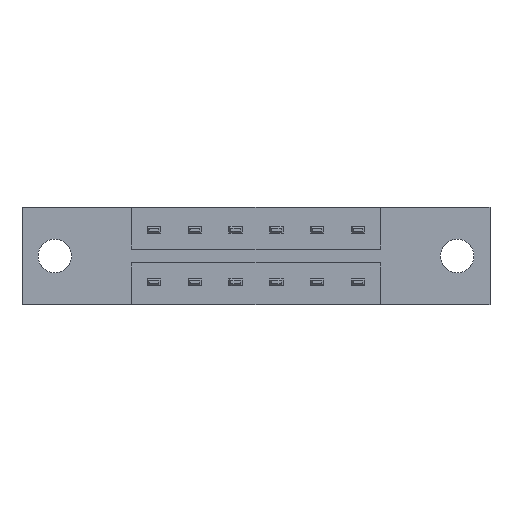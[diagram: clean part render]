
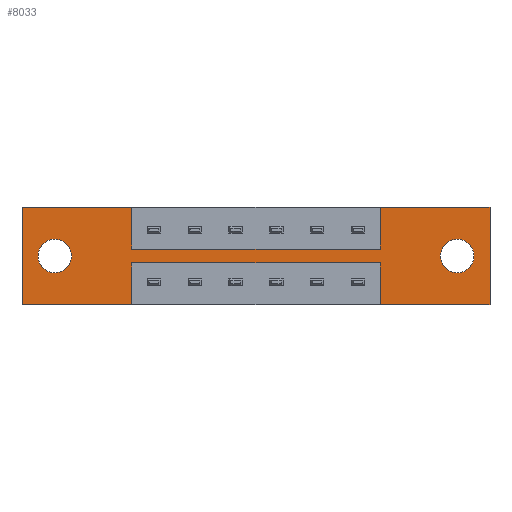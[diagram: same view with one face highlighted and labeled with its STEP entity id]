
A CAD part, front view. The second image highlights one B-rep face of the part: STEP entity #8033.
In plain terms, the highlighted planar face has unit normal (0, -1, 0).
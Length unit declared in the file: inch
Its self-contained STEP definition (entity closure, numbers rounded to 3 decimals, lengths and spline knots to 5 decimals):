
#52 = AXIS2_PLACEMENT_3D ( 'NONE', #5208, #6475, #3381 ) ;
#177 = EDGE_CURVE ( 'NONE', #2100, #2689, #793, .T. ) ;
#291 = VERTEX_POINT ( 'NONE', #3680 ) ;
#347 = VECTOR ( 'NONE', #3579, 39.37008 ) ;
#447 = ORIENTED_EDGE ( 'NONE', *, *, #608, .T. ) ;
#582 = DIRECTION ( 'NONE',  ( 0., 1., 0. ) ) ;
#608 = EDGE_CURVE ( 'NONE', #3644, #5563, #1715, .T. ) ;
#628 = VERTEX_POINT ( 'NONE', #8109 ) ;
#634 = EDGE_CURVE ( 'NONE', #4152, #291, #1096, .T. ) ;
#793 = LINE ( 'NONE', #3521, #2890 ) ;
#814 = CARTESIAN_POINT ( 'NONE',  ( 0.125, 0., -0.185 ) ) ;
#991 = CARTESIAN_POINT ( 'NONE',  ( 0., 0., -0.37 ) ) ;
#993 = EDGE_LOOP ( 'NONE', ( #4529, #7522 ) ) ;
#1043 = VERTEX_POINT ( 'NONE', #3870 ) ;
#1080 = CARTESIAN_POINT ( 'NONE',  ( 0., 0., 0. ) ) ;
#1093 = CARTESIAN_POINT ( 'NONE',  ( 1.3665, 0., -0.2115 ) ) ;
#1096 = LINE ( 'NONE', #4154, #1573 ) ;
#1171 = VERTEX_POINT ( 'NONE', #1759 ) ;
#1218 = CARTESIAN_POINT ( 'NONE',  ( 0., 0., 0. ) ) ;
#1336 = VECTOR ( 'NONE', #4965, 39.37008 ) ;
#1532 = FACE_BOUND ( 'NONE', #6421, .T. ) ;
#1573 = VECTOR ( 'NONE', #3004, 39.37008 ) ;
#1639 = VECTOR ( 'NONE', #7369, 39.37008 ) ;
#1695 = CIRCLE ( 'NONE', #52, 0.064 ) ;
#1715 = CIRCLE ( 'NONE', #1977, 0.064 ) ;
#1759 = CARTESIAN_POINT ( 'NONE',  ( 0.4175, 0., -0.1585 ) ) ;
#1763 = VERTEX_POINT ( 'NONE', #6647 ) ;
#1869 = DIRECTION ( 'NONE',  ( 0., 0., 1. ) ) ;
#1913 = VECTOR ( 'NONE', #2941, 39.37008 ) ;
#1977 = AXIS2_PLACEMENT_3D ( 'NONE', #4240, #5472, #7471 ) ;
#2100 = VERTEX_POINT ( 'NONE', #4155 ) ;
#2107 = AXIS2_PLACEMENT_3D ( 'NONE', #3479, #2340, #5539 ) ;
#2253 = EDGE_CURVE ( 'NONE', #1763, #2100, #8145, .T. ) ;
#2258 = LINE ( 'NONE', #4147, #5146 ) ;
#2340 = DIRECTION ( 'NONE',  ( 0., -1., 0. ) ) ;
#2358 = ORIENTED_EDGE ( 'NONE', *, *, #4487, .F. ) ;
#2386 = LINE ( 'NONE', #2420, #1336 ) ;
#2420 = CARTESIAN_POINT ( 'NONE',  ( 0.4175, 0., -0.1585 ) ) ;
#2444 = CARTESIAN_POINT ( 'NONE',  ( 0., 0., -0.37 ) ) ;
#2493 = EDGE_CURVE ( 'NONE', #291, #1763, #2768, .T. ) ;
#2533 = DIRECTION ( 'NONE',  ( -1., 0., 0. ) ) ;
#2535 = EDGE_CURVE ( 'NONE', #5982, #2858, #4309, .T. ) ;
#2589 = CARTESIAN_POINT ( 'NONE',  ( 0.4175, 0., -0.2115 ) ) ;
#2689 = VERTEX_POINT ( 'NONE', #1093 ) ;
#2740 = ORIENTED_EDGE ( 'NONE', *, *, #2493, .F. ) ;
#2768 = LINE ( 'NONE', #4774, #1639 ) ;
#2858 = VERTEX_POINT ( 'NONE', #5436 ) ;
#2890 = VECTOR ( 'NONE', #6622, 39.37008 ) ;
#2941 = DIRECTION ( 'NONE',  ( 1., 0., 0. ) ) ;
#3004 = DIRECTION ( 'NONE',  ( 1., 0., 0. ) ) ;
#3085 = VERTEX_POINT ( 'NONE', #5304 ) ;
#3152 = CARTESIAN_POINT ( 'NONE',  ( 1.659, 0., -0.249 ) ) ;
#3309 = ORIENTED_EDGE ( 'NONE', *, *, #2253, .F. ) ;
#3381 = DIRECTION ( 'NONE',  ( 0., 0., 1. ) ) ;
#3479 = CARTESIAN_POINT ( 'NONE',  ( 0., 0., -0.37 ) ) ;
#3482 = EDGE_CURVE ( 'NONE', #3085, #628, #7731, .T. ) ;
#3484 = ORIENTED_EDGE ( 'NONE', *, *, #634, .F. ) ;
#3521 = CARTESIAN_POINT ( 'NONE',  ( 1.3665, 0., -0.2115 ) ) ;
#3579 = DIRECTION ( 'NONE',  ( -1., 0., 0. ) ) ;
#3644 = VERTEX_POINT ( 'NONE', #3152 ) ;
#3680 = CARTESIAN_POINT ( 'NONE',  ( 1.784, 0., 0. ) ) ;
#3743 = DIRECTION ( 'NONE',  ( 0., 0., -1. ) ) ;
#3779 = CARTESIAN_POINT ( 'NONE',  ( 1.659, 0., -0.185 ) ) ;
#3787 = CARTESIAN_POINT ( 'NONE',  ( 1.659, 0., -0.121 ) ) ;
#3796 = AXIS2_PLACEMENT_3D ( 'NONE', #814, #6466, #7810 ) ;
#3827 = CARTESIAN_POINT ( 'NONE',  ( 1.3665, 0., 0. ) ) ;
#3847 = DIRECTION ( 'NONE',  ( 0., 0., -1. ) ) ;
#3870 = CARTESIAN_POINT ( 'NONE',  ( 0., 0., -0.37 ) ) ;
#3888 = LINE ( 'NONE', #7231, #5088 ) ;
#3889 = VERTEX_POINT ( 'NONE', #8340 ) ;
#4099 = FACE_BOUND ( 'NONE', #993, .T. ) ;
#4147 = CARTESIAN_POINT ( 'NONE',  ( 1.3665, 0., -0.1585 ) ) ;
#4152 = VERTEX_POINT ( 'NONE', #3827 ) ;
#4154 = CARTESIAN_POINT ( 'NONE',  ( 0., 0., 0. ) ) ;
#4155 = CARTESIAN_POINT ( 'NONE',  ( 1.3665, 0., -0.37 ) ) ;
#4187 = LINE ( 'NONE', #8146, #347 ) ;
#4240 = CARTESIAN_POINT ( 'NONE',  ( 1.659, 0., -0.185 ) ) ;
#4309 = LINE ( 'NONE', #1080, #1913 ) ;
#4376 = CARTESIAN_POINT ( 'NONE',  ( 0., 0., 0. ) ) ;
#4487 = EDGE_CURVE ( 'NONE', #3889, #4152, #2258, .T. ) ;
#4529 = ORIENTED_EDGE ( 'NONE', *, *, #5231, .T. ) ;
#4568 = VECTOR ( 'NONE', #2533, 39.37008 ) ;
#4589 = ORIENTED_EDGE ( 'NONE', *, *, #177, .F. ) ;
#4622 = VECTOR ( 'NONE', #1869, 39.37008 ) ;
#4774 = CARTESIAN_POINT ( 'NONE',  ( 1.784, 0., 0. ) ) ;
#4832 = ORIENTED_EDGE ( 'NONE', *, *, #7238, .T. ) ;
#4965 = DIRECTION ( 'NONE',  ( 1., 0., 0. ) ) ;
#4985 = CARTESIAN_POINT ( 'NONE',  ( 0.125, 0., -0.121 ) ) ;
#5088 = VECTOR ( 'NONE', #3847, 39.37008 ) ;
#5136 = DIRECTION ( 'NONE',  ( 0., 0., -1. ) ) ;
#5146 = VECTOR ( 'NONE', #8014, 39.37008 ) ;
#5208 = CARTESIAN_POINT ( 'NONE',  ( 0.125, 0., -0.185 ) ) ;
#5231 = EDGE_CURVE ( 'NONE', #7267, #6443, #1695, .T. ) ;
#5304 = CARTESIAN_POINT ( 'NONE',  ( 0.4175, 0., -0.2115 ) ) ;
#5344 = ORIENTED_EDGE ( 'NONE', *, *, #6554, .F. ) ;
#5358 = ORIENTED_EDGE ( 'NONE', *, *, #5819, .F. ) ;
#5407 = EDGE_LOOP ( 'NONE', ( #4589, #3309, #2740, #3484, #2358, #6182, #5344, #5809, #6017, #7725, #5838, #5358 ) ) ;
#5418 = AXIS2_PLACEMENT_3D ( 'NONE', #3779, #582, #3743 ) ;
#5436 = CARTESIAN_POINT ( 'NONE',  ( 0.4175, 0., 0. ) ) ;
#5472 = DIRECTION ( 'NONE',  ( 0., 1., 0. ) ) ;
#5539 = DIRECTION ( 'NONE',  ( 0., 0., -1. ) ) ;
#5563 = VERTEX_POINT ( 'NONE', #3787 ) ;
#5809 = ORIENTED_EDGE ( 'NONE', *, *, #2535, .F. ) ;
#5819 = EDGE_CURVE ( 'NONE', #2689, #3085, #4187, .T. ) ;
#5838 = ORIENTED_EDGE ( 'NONE', *, *, #3482, .F. ) ;
#5982 = VERTEX_POINT ( 'NONE', #1218 ) ;
#6017 = ORIENTED_EDGE ( 'NONE', *, *, #8051, .F. ) ;
#6076 = VECTOR ( 'NONE', #5136, 39.37008 ) ;
#6182 = ORIENTED_EDGE ( 'NONE', *, *, #8119, .F. ) ;
#6206 = VECTOR ( 'NONE', #7462, 39.37008 ) ;
#6343 = CIRCLE ( 'NONE', #3796, 0.064 ) ;
#6421 = EDGE_LOOP ( 'NONE', ( #4832, #447 ) ) ;
#6443 = VERTEX_POINT ( 'NONE', #6940 ) ;
#6466 = DIRECTION ( 'NONE',  ( 0., 1., 0. ) ) ;
#6475 = DIRECTION ( 'NONE',  ( 0., 1., 0. ) ) ;
#6554 = EDGE_CURVE ( 'NONE', #2858, #1171, #3888, .T. ) ;
#6622 = DIRECTION ( 'NONE',  ( 0., 0., 1. ) ) ;
#6647 = CARTESIAN_POINT ( 'NONE',  ( 1.784, 0., -0.37 ) ) ;
#6678 = PLANE ( 'NONE',  #2107 ) ;
#6801 = EDGE_CURVE ( 'NONE', #628, #1043, #7563, .T. ) ;
#6807 = FACE_OUTER_BOUND ( 'NONE', #5407, .T. ) ;
#6940 = CARTESIAN_POINT ( 'NONE',  ( 0.125, 0., -0.249 ) ) ;
#6980 = EDGE_CURVE ( 'NONE', #6443, #7267, #6343, .T. ) ;
#7231 = CARTESIAN_POINT ( 'NONE',  ( 0.4175, 0., -0.1585 ) ) ;
#7238 = EDGE_CURVE ( 'NONE', #5563, #3644, #7456, .T. ) ;
#7267 = VERTEX_POINT ( 'NONE', #4985 ) ;
#7369 = DIRECTION ( 'NONE',  ( 0., 0., -1. ) ) ;
#7456 = CIRCLE ( 'NONE', #5418, 0.064 ) ;
#7462 = DIRECTION ( 'NONE',  ( -1., 0., 0. ) ) ;
#7471 = DIRECTION ( 'NONE',  ( 0., 0., -1. ) ) ;
#7522 = ORIENTED_EDGE ( 'NONE', *, *, #6980, .T. ) ;
#7563 = LINE ( 'NONE', #2444, #4568 ) ;
#7725 = ORIENTED_EDGE ( 'NONE', *, *, #6801, .F. ) ;
#7731 = LINE ( 'NONE', #2589, #6076 ) ;
#7810 = DIRECTION ( 'NONE',  ( 0., 0., 1. ) ) ;
#8014 = DIRECTION ( 'NONE',  ( 0., 0., 1. ) ) ;
#8033 = ADVANCED_FACE ( 'NONE', ( #1532, #4099, #6807 ), #6678, .T. ) ;
#8051 = EDGE_CURVE ( 'NONE', #1043, #5982, #8280, .T. ) ;
#8109 = CARTESIAN_POINT ( 'NONE',  ( 0.4175, 0., -0.37 ) ) ;
#8119 = EDGE_CURVE ( 'NONE', #1171, #3889, #2386, .T. ) ;
#8145 = LINE ( 'NONE', #991, #6206 ) ;
#8146 = CARTESIAN_POINT ( 'NONE',  ( 0.4175, 0., -0.2115 ) ) ;
#8280 = LINE ( 'NONE', #4376, #4622 ) ;
#8340 = CARTESIAN_POINT ( 'NONE',  ( 1.3665, 0., -0.1585 ) ) ;
